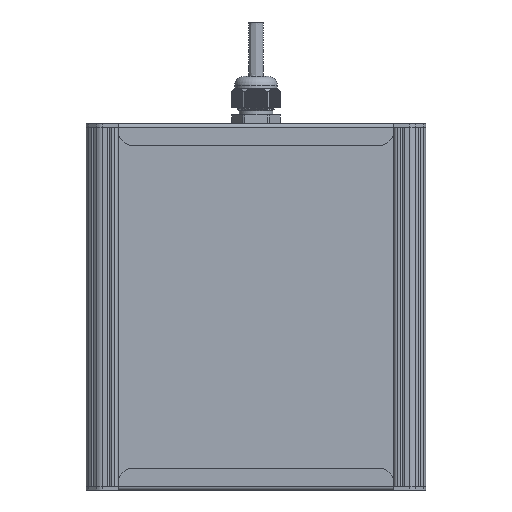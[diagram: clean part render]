
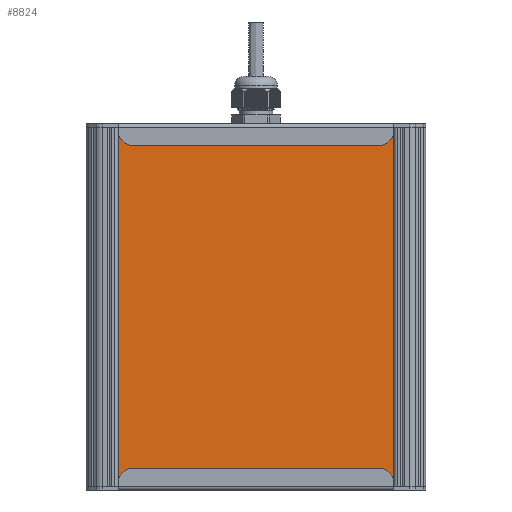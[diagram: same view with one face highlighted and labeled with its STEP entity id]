
A CAD part, front view. The second image highlights one B-rep face of the part: STEP entity #8824.
In plain terms, the highlighted face is planar.
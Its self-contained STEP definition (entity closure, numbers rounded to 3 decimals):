
#8824=ADVANCED_FACE('',(#23728),#23730,.T.);
#23728=FACE_BOUND('',#23729,.T.);
#23729=EDGE_LOOP('',(#56188,#56189,#56190,#56191));
#23730=PLANE('',#23731);
#23731=AXIS2_PLACEMENT_3D('',#23732,#23733,#23734);
#23732=CARTESIAN_POINT('',(2111.497,401.002,-34.582));
#23733=DIRECTION('',(0.,0.,-1.));
#23734=DIRECTION('',(0.,1.,0.));
#56188=ORIENTED_EDGE('',*,*,#65365,.T.);
#56189=ORIENTED_EDGE('',*,*,#65364,.F.);
#56190=ORIENTED_EDGE('',*,*,#65366,.F.);
#56191=ORIENTED_EDGE('',*,*,#65367,.T.);
#65364=EDGE_CURVE('',#72252,#72250,#72254,.T.);
#65365=EDGE_CURVE('',#72255,#72250,#72256,.T.);
#65366=EDGE_CURVE('',#72257,#72252,#72258,.T.);
#65367=EDGE_CURVE('',#72257,#72255,#72259,.T.);
#72250=VERTEX_POINT('',#92154);
#72252=VERTEX_POINT('',#92158);
#72254=LINE('',#92162,#92163);
#72255=VERTEX_POINT('',#92165);
#72256=LINE('',#92166,#92167);
#72257=VERTEX_POINT('',#92169);
#72258=LINE('',#92170,#92171);
#72259=LINE('',#92173,#92174);
#92154=CARTESIAN_POINT('',(2309.497,401.002,-34.582));
#92158=CARTESIAN_POINT('',(2111.497,401.002,-34.582));
#92162=CARTESIAN_POINT('',(2111.497,401.002,-34.582));
#92163=VECTOR('',#92164,1.);
#92164=DIRECTION('',(1.,0.,0.));
#92165=CARTESIAN_POINT('',(2309.497,565.13,-34.582));
#92166=CARTESIAN_POINT('',(2309.497,565.13,-34.582));
#92167=VECTOR('',#92168,1.);
#92168=DIRECTION('',(0.,-1.,0.));
#92169=CARTESIAN_POINT('',(2111.497,565.13,-34.582));
#92170=CARTESIAN_POINT('',(2111.497,565.13,-34.582));
#92171=VECTOR('',#92172,1.);
#92172=DIRECTION('',(0.,-1.,0.));
#92173=CARTESIAN_POINT('',(2111.497,565.13,-34.582));
#92174=VECTOR('',#92175,1.);
#92175=DIRECTION('',(1.,0.,0.));
